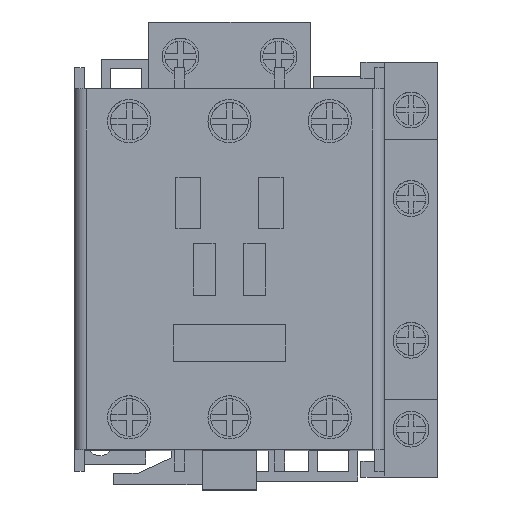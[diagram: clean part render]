
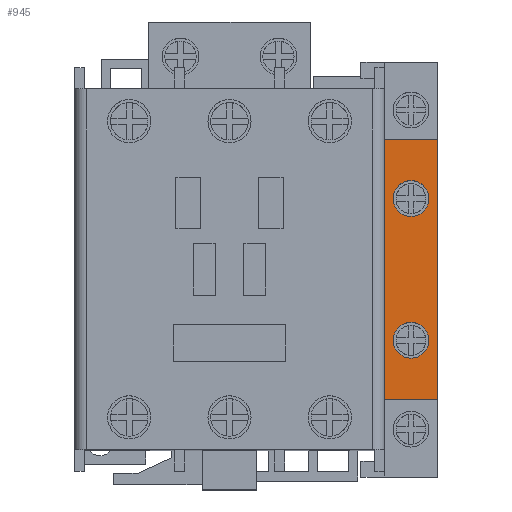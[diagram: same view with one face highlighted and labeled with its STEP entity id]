
A CAD part, top view. The second image highlights one B-rep face of the part: STEP entity #945.
In plain terms, the highlighted planar face has unit normal (0, 0, 1).
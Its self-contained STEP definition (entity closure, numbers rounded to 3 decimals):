
#266=CIRCLE('',#9848,3.1);
#292=CIRCLE('',#9924,3.1);
#465=FACE_BOUND('',#2419,.T.);
#466=FACE_BOUND('',#2420,.T.);
#467=FACE_BOUND('',#2421,.T.);
#945=ADVANCED_FACE('',(#465,#466,#467),#1402,.T.);
#1402=PLANE('',#9936);
#2419=EDGE_LOOP('',(#4853));
#2420=EDGE_LOOP('',(#4854,#4855,#4856,#4857));
#2421=EDGE_LOOP('',(#4858));
#4853=ORIENTED_EDGE('',*,*,#7041,.F.);
#4854=ORIENTED_EDGE('',*,*,#5836,.F.);
#4855=ORIENTED_EDGE('',*,*,#7061,.F.);
#4856=ORIENTED_EDGE('',*,*,#7054,.T.);
#4857=ORIENTED_EDGE('',*,*,#6929,.T.);
#4858=ORIENTED_EDGE('',*,*,#6916,.T.);
#4978=VERTEX_POINT('',#12374);
#4979=VERTEX_POINT('',#12376);
#5715=VERTEX_POINT('',#14600);
#5724=VERTEX_POINT('',#14627);
#5801=VERTEX_POINT('',#14861);
#5810=VERTEX_POINT('',#14889);
#5836=EDGE_CURVE('',#4978,#4979,#7099,.T.);
#6916=EDGE_CURVE('',#5715,#5715,#266,.T.);
#6929=EDGE_CURVE('',#5724,#4979,#8062,.T.);
#7041=EDGE_CURVE('',#5801,#5801,#292,.T.);
#7054=EDGE_CURVE('',#5810,#5724,#8161,.T.);
#7061=EDGE_CURVE('',#5810,#4978,#8168,.T.);
#7099=LINE('',#12375,#8206);
#8062=LINE('',#14626,#9169);
#8161=LINE('',#14888,#9268);
#8168=LINE('',#14900,#9275);
#8206=VECTOR('',#9965,1.);
#9169=VECTOR('',#12014,1.);
#9268=VECTOR('',#12267,1.);
#9275=VECTOR('',#12276,1.);
#9848=AXIS2_PLACEMENT_3D('',#14599,#11990,#11991);
#9924=AXIS2_PLACEMENT_3D('',#14860,#12241,#12242);
#9936=AXIS2_PLACEMENT_3D('',#14917,#12294,#12295);
#9965=DIRECTION('',(0.,1.,0.));
#11990=DIRECTION('',(0.,0.,-1.));
#11991=DIRECTION('',(0.,1.,0.));
#12014=DIRECTION('',(-1.,0.,0.));
#12241=DIRECTION('',(0.,0.,1.));
#12242=DIRECTION('',(0.,-1.,0.));
#12267=DIRECTION('',(0.,1.,0.));
#12276=DIRECTION('',(-1.,0.,0.));
#12294=DIRECTION('',(0.,0.,1.));
#12295=DIRECTION('',(1.,0.,0.));
#12374=CARTESIAN_POINT('',(26.9,-22.5,77.65));
#12375=CARTESIAN_POINT('',(26.9,-22.5,77.65));
#12376=CARTESIAN_POINT('',(26.9,22.5,77.65));
#14599=CARTESIAN_POINT('',(31.5,12.3,77.65));
#14600=CARTESIAN_POINT('',(31.5,15.4,77.65));
#14626=CARTESIAN_POINT('',(36.1,22.5,77.65));
#14627=CARTESIAN_POINT('',(36.1,22.5,77.65));
#14860=CARTESIAN_POINT('',(31.5,-12.3,77.65));
#14861=CARTESIAN_POINT('',(31.5,-15.4,77.65));
#14888=CARTESIAN_POINT('',(36.1,-22.5,77.65));
#14889=CARTESIAN_POINT('',(36.1,-22.5,77.65));
#14900=CARTESIAN_POINT('',(36.1,-22.5,77.65));
#14917=CARTESIAN_POINT('',(36.1,-22.5,77.65));
